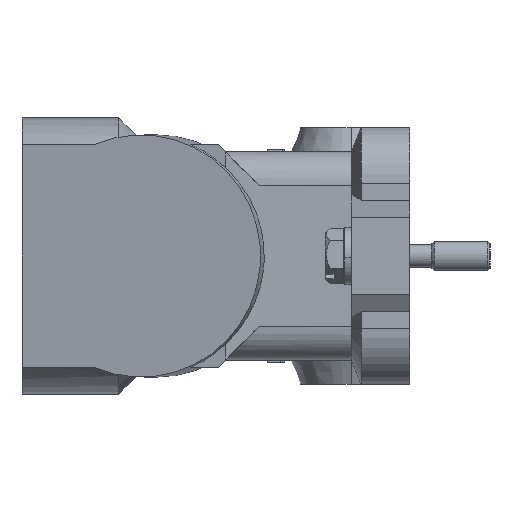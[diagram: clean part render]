
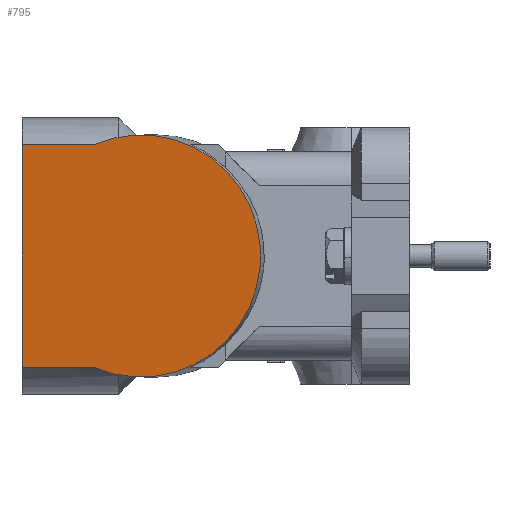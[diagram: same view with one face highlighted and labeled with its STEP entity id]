
A CAD part, left-side view. The second image highlights one B-rep face of the part: STEP entity #795.
In plain terms, the highlighted planar face has unit normal (-0.985, 0.174, 0).
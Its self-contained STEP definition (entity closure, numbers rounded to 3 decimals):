
#411=FACE_OUTER_BOUND('',#1770,.T.);
#795=ADVANCED_FACE('NONE',(#411),#1088,.F.);
#1088=PLANE('',#7288);
#1770=EDGE_LOOP('',(#3454,#3455,#3456,#3457));
#2095=CIRCLE('',#7174,25.);
#3454=ORIENTED_EDGE('',*,*,#5305,.T.);
#3455=ORIENTED_EDGE('',*,*,#5347,.F.);
#3456=ORIENTED_EDGE('',*,*,#5300,.F.);
#3457=ORIENTED_EDGE('',*,*,#5281,.F.);
#4509=VERTEX_POINT('',#10642);
#4510=VERTEX_POINT('',#10643);
#4520=VERTEX_POINT('',#10684);
#4522=VERTEX_POINT('',#10691);
#5281=EDGE_CURVE('NONE',#4509,#4510,#6013,.T.);
#5300=EDGE_CURVE('NONE',#4510,#4520,#6027,.T.);
#5305=EDGE_CURVE('NONE',#4509,#4522,#6032,.T.);
#5347=EDGE_CURVE('NONE',#4520,#4522,#2095,.T.);
#6013=LINE('',#10641,#6537);
#6027=LINE('',#10683,#6551);
#6032=LINE('',#10692,#6556);
#6537=VECTOR('',#8294,1.);
#6551=VECTOR('',#8326,1.);
#6556=VECTOR('',#8333,1.);
#7174=AXIS2_PLACEMENT_3D('',#10898,#8388,#8389);
#7288=AXIS2_PLACEMENT_3D('',#11428,#8747,#8748);
#8294=DIRECTION('',(0.,0.,1.));
#8326=DIRECTION('',(-0.174,-0.985,0.));
#8333=DIRECTION('',(-0.174,-0.985,0.));
#8388=DIRECTION('',(0.985,-0.174,0.));
#8389=DIRECTION('',(0.174,0.985,0.));
#8747=DIRECTION('',(0.985,-0.174,0.));
#8748=DIRECTION('',(0.174,0.985,0.));
#10641=CARTESIAN_POINT('',(-55.641,80.,0.));
#10642=CARTESIAN_POINT('',(-55.641,80.,-23.));
#10643=CARTESIAN_POINT('',(-55.641,80.,23.));
#10683=CARTESIAN_POINT('',(-59.982,55.38,23.));
#10684=CARTESIAN_POINT('',(-58.28,65.029,23.));
#10691=CARTESIAN_POINT('',(-58.28,65.029,-23.));
#10692=CARTESIAN_POINT('',(-55.641,80.,-23.));
#10898=CARTESIAN_POINT('',(-59.982,55.38,0.));
#11428=CARTESIAN_POINT('',(-59.982,55.38,0.));
